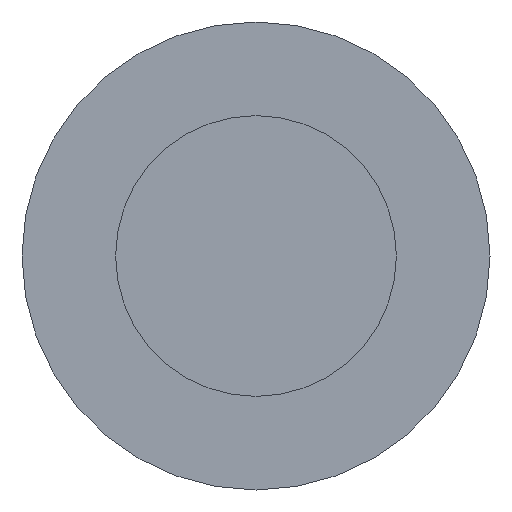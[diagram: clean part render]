
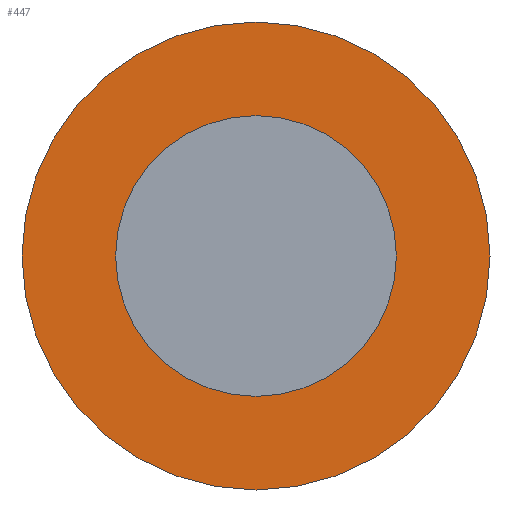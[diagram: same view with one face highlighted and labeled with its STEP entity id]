
A CAD part, front view. The second image highlights one B-rep face of the part: STEP entity #447.
In plain terms, the highlighted planar face has unit normal (0, -1, 0).
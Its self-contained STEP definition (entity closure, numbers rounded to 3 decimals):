
#121=CARTESIAN_POINT('',(2.278,-9.346,
-0.062));
#122=DIRECTION('',(0.,-1.,0.));
#123=DIRECTION('',(0.,0.,-1.));
#124=AXIS2_PLACEMENT_3D('',#121,#122,#123);
#126=CARTESIAN_POINT('',(2.278,-9.346,
-0.062));
#127=DIRECTION('',(0.,-1.,0.));
#128=DIRECTION('',(0.,0.,1.));
#129=AXIS2_PLACEMENT_3D('',#126,#127,#128);
#131=CARTESIAN_POINT('',(2.278,-9.346,
-0.062));
#132=DIRECTION('',(0.,1.,0.));
#133=DIRECTION('',(0.,0.,-1.));
#134=AXIS2_PLACEMENT_3D('',#131,#132,#133);
#136=CARTESIAN_POINT('',(2.278,-9.346,
-0.062));
#137=DIRECTION('',(0.,1.,0.));
#138=DIRECTION('',(0.,0.,1.));
#139=AXIS2_PLACEMENT_3D('',#136,#137,#138);
#181=CARTESIAN_POINT('',(2.278,-9.346,2.438));
#182=VERTEX_POINT('',#181);
#183=CARTESIAN_POINT('',(2.278,-9.346,-2.562));
#184=VERTEX_POINT('',#183);
#201=CARTESIAN_POINT('',(2.278,-9.346,1.438));
#202=CARTESIAN_POINT('',(2.278,-9.346,-1.562));
#203=VERTEX_POINT('',#201);
#204=VERTEX_POINT('',#202);
#432=CARTESIAN_POINT('',(4.878,-9.346,-2.662));
#433=DIRECTION('',(0.,-1.,0.));
#434=DIRECTION('',(0.,0.,1.));
#435=AXIS2_PLACEMENT_3D('',#432,#433,#434);
#436=PLANE('',#435);
#437=ORIENTED_EDGE('',*,*,#398,.F.);
#438=ORIENTED_EDGE('',*,*,#418,.F.);
#439=EDGE_LOOP('',(#437,#438));
#440=FACE_OUTER_BOUND('',#439,.F.);
#442=ORIENTED_EDGE('',*,*,#441,.F.);
#444=ORIENTED_EDGE('',*,*,#443,.F.);
#445=EDGE_LOOP('',(#442,#444));
#446=FACE_BOUND('',#445,.F.);
#447=ADVANCED_FACE('',(#440,#446),#436,.T.);
#125=CIRCLE('',#124,2.5);
#130=CIRCLE('',#129,2.5);
#135=CIRCLE('',#134,1.5);
#140=CIRCLE('',#139,1.5);
#398=EDGE_CURVE('',#184,#182,#125,.T.);
#418=EDGE_CURVE('',#182,#184,#130,.T.);
#441=EDGE_CURVE('',#204,#203,#135,.T.);
#443=EDGE_CURVE('',#203,#204,#140,.T.);
